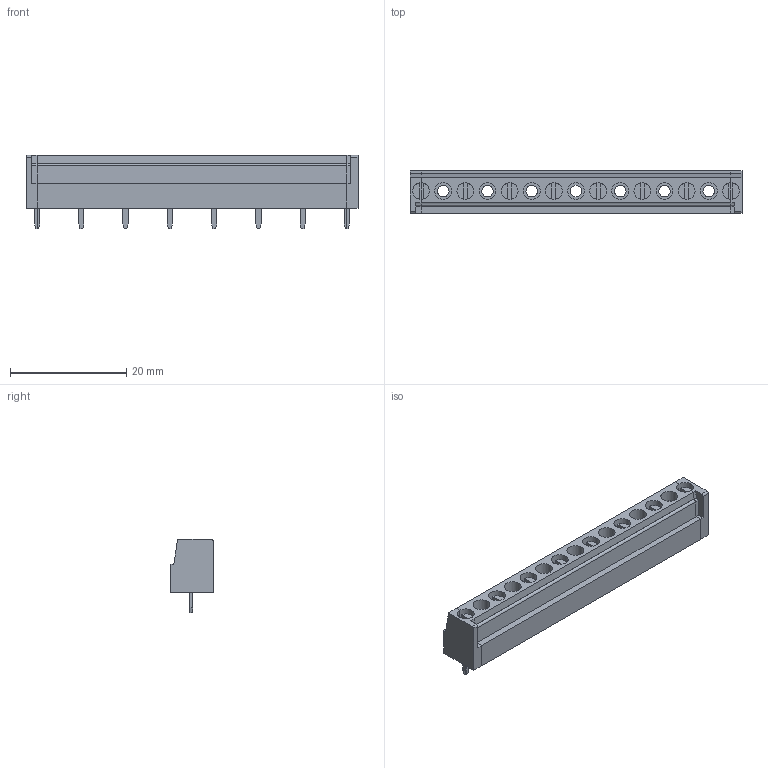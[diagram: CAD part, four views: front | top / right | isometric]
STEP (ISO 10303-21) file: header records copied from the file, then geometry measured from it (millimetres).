
FILE_DESCRIPTION( ( 'Unknown' ), '1' );
FILE_NAME( '691243410008.stp', 'Unknown', ( 'Unknown' ), ( 'Unknown' ), 'PSStep 17.0.49', 'Unknown', ' ' );
FILE_SCHEMA( ( 'AUTOMOTIVE_DESIGN { 1 0 10303 214 1 1 1 1 }' ) );
Length unit declared in the file: millimetre
Products named in the file (4): Assem1; CPA7.62_DX; CPA7.62_SX; CPA7.62_CNT
Assembly tree (3 placements, depth 2):
  Assem1
    CPA7.62_DX
    CPA7.62_SX
    CPA7.62_CNT
Bounding box: 57.15 x 7.3 x 12.6 mm (x, y, z)
Volume: 2298.2 mm3; surface area: 3433.1 mm2
Topology: 3 solids, 3 shells, 512 faces, 1344 edges, 876 vertices
Faces by surface type: plane 483, cylinder 29
Full cylindrical faces by diameter (mm): 2 x7, 2.9 x13
Entity records: 19500 total; most frequent: CARTESIAN_POINT 2704, ORIENTED_EDGE 2636, DIRECTION 2434, EDGE_CURVE 1318, LINE 1234, VECTOR 1234, VERTEX_POINT 870, AXIS2_PLACEMENT_3D 600
